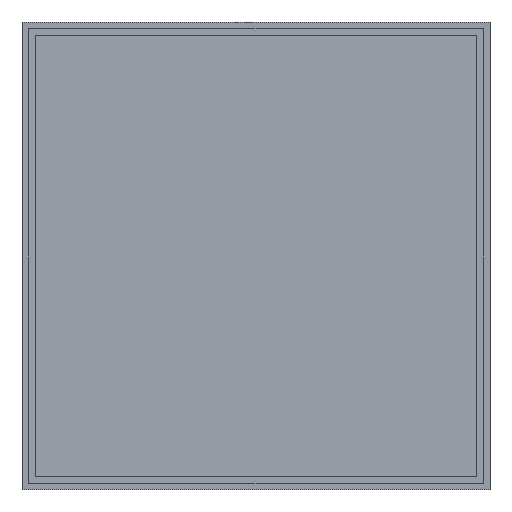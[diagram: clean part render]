
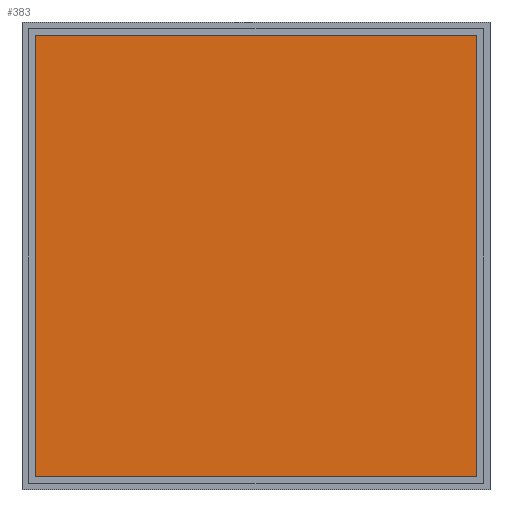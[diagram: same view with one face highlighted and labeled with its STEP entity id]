
A CAD part, front view. The second image highlights one B-rep face of the part: STEP entity #383.
In plain terms, the highlighted planar face has unit normal (0, -1, 0).
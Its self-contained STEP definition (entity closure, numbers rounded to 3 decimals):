
#29=FACE_OUTER_BOUND('',#52,.T.);
#52=EDGE_LOOP('',(#304,#305,#306,#307));
#77=LINE('',#559,#128);
#80=LINE('',#564,#131);
#82=LINE('',#568,#133);
#84=LINE('',#571,#135);
#128=VECTOR('',#457,10.);
#131=VECTOR('',#462,10.);
#133=VECTOR('',#466,10.);
#135=VECTOR('',#470,10.);
#175=VERTEX_POINT('',#557);
#176=VERTEX_POINT('',#558);
#177=VERTEX_POINT('',#563);
#178=VERTEX_POINT('',#567);
#213=EDGE_CURVE('',#175,#176,#77,.T.);
#216=EDGE_CURVE('',#176,#177,#80,.T.);
#218=EDGE_CURVE('',#177,#178,#82,.T.);
#220=EDGE_CURVE('',#178,#175,#84,.T.);
#304=ORIENTED_EDGE('',*,*,#213,.T.);
#305=ORIENTED_EDGE('',*,*,#216,.T.);
#306=ORIENTED_EDGE('',*,*,#218,.T.);
#307=ORIENTED_EDGE('',*,*,#220,.T.);
#362=PLANE('',#418);
#383=ADVANCED_FACE('',(#29),#362,.T.);
#418=AXIS2_PLACEMENT_3D('',#593,#487,#488);
#457=DIRECTION('',(-1.,0.,0.));
#462=DIRECTION('',(0.,0.,-1.));
#466=DIRECTION('',(1.,0.,0.));
#470=DIRECTION('',(0.,0.,1.));
#487=DIRECTION('center_axis',(0.,-1.,0.));
#488=DIRECTION('ref_axis',(1.,0.,0.));
#557=CARTESIAN_POINT('',(48.,-2.,68.));
#558=CARTESIAN_POINT('',(-18.,-2.,68.));
#559=CARTESIAN_POINT('',(-19.,-2.,68.));
#563=CARTESIAN_POINT('',(-18.,-2.,2.));
#564=CARTESIAN_POINT('',(-18.,-2.,1.));
#567=CARTESIAN_POINT('',(48.,-2.,2.));
#568=CARTESIAN_POINT('',(14.,-2.,2.));
#571=CARTESIAN_POINT('',(48.,-2.,34.));
#593=CARTESIAN_POINT('Origin',(-20.,-2.,0.));
